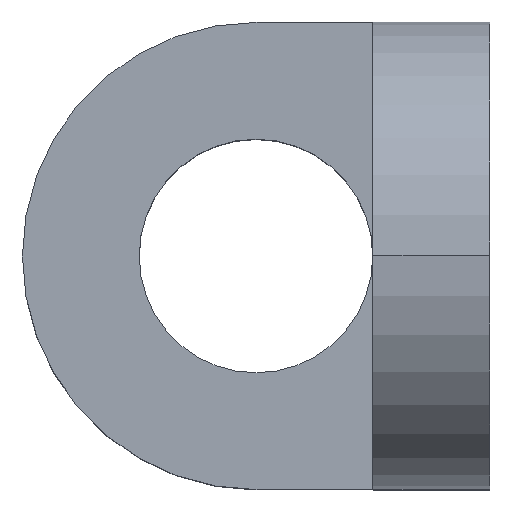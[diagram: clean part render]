
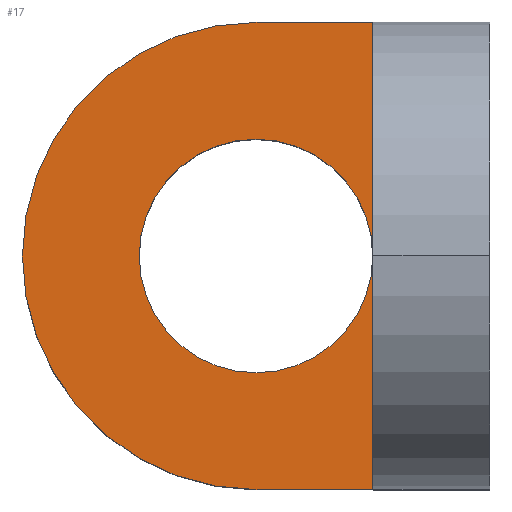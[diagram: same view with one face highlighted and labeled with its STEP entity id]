
A CAD part, top view. The second image highlights one B-rep face of the part: STEP entity #17.
In plain terms, the highlighted planar face has unit normal (0, 0, 1).
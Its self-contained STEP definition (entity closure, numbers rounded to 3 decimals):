
#1 = DIRECTION ( 'NONE',  ( -1., 0., 0. ) ) ;
#2 = EDGE_CURVE ( 'NONE', #497, #221, #486, .T. ) ;
#4 = EDGE_CURVE ( 'NONE', #350, #497, #405, .T. ) ;
#15 = DIRECTION ( 'NONE',  ( 1., 0., 0. ) ) ;
#17 = ADVANCED_FACE ( 'NONE', ( #525 ), #271, .T. ) ;
#18 = ORIENTED_EDGE ( 'NONE', *, *, #162, .F. ) ;
#20 = ORIENTED_EDGE ( 'NONE', *, *, #381, .T. ) ;
#28 = AXIS2_PLACEMENT_3D ( 'NONE', #209, #326, #498 ) ;
#33 = CARTESIAN_POINT ( 'NONE',  ( 2.5, -5.166, 5. ) ) ;
#56 = ORIENTED_EDGE ( 'NONE', *, *, #516, .F. ) ;
#71 = LINE ( 'NONE', #361, #161 ) ;
#77 = EDGE_CURVE ( 'NONE', #350, #157, #71, .T. ) ;
#110 = DIRECTION ( 'NONE',  ( 1., 0., 0. ) ) ;
#116 = DIRECTION ( 'NONE',  ( 1., 0., 0. ) ) ;
#119 = VECTOR ( 'NONE', #383, 1000. ) ;
#133 = CARTESIAN_POINT ( 'NONE',  ( -5., -0.166, 5. ) ) ;
#139 = CARTESIAN_POINT ( 'NONE',  ( -2.5, -0.166, 5. ) ) ;
#145 = CIRCLE ( 'NONE', #416, 5. ) ;
#146 = ORIENTED_EDGE ( 'NONE', *, *, #331, .F. ) ;
#148 = VERTEX_POINT ( 'NONE', #139 ) ;
#157 = VERTEX_POINT ( 'NONE', #287 ) ;
#161 = VECTOR ( 'NONE', #448, 1000. ) ;
#162 = EDGE_CURVE ( 'NONE', #157, #362, #245, .T. ) ;
#168 = CARTESIAN_POINT ( 'NONE',  ( 2.5, 4.834, 5. ) ) ;
#176 = ORIENTED_EDGE ( 'NONE', *, *, #2, .T. ) ;
#179 = ORIENTED_EDGE ( 'NONE', *, *, #321, .T. ) ;
#180 = CIRCLE ( 'NONE', #28, 2.5 ) ;
#193 = AXIS2_PLACEMENT_3D ( 'NONE', #493, #491, #443 ) ;
#209 = CARTESIAN_POINT ( 'NONE',  ( 0., -0.166, 5. ) ) ;
#215 = CARTESIAN_POINT ( 'NONE',  ( 0., -5.166, 5. ) ) ;
#217 = CARTESIAN_POINT ( 'NONE',  ( 0., 4.834, 5. ) ) ;
#221 = VERTEX_POINT ( 'NONE', #133 ) ;
#234 = AXIS2_PLACEMENT_3D ( 'NONE', #355, #485, #116 ) ;
#239 = CARTESIAN_POINT ( 'NONE',  ( 0., 4.834, 5. ) ) ;
#245 = LINE ( 'NONE', #410, #253 ) ;
#253 = VECTOR ( 'NONE', #294, 1000. ) ;
#271 = PLANE ( 'NONE',  #193 ) ;
#287 = CARTESIAN_POINT ( 'NONE',  ( 2.5, -0.166, 5. ) ) ;
#288 = CARTESIAN_POINT ( 'NONE',  ( 0., -0.166, 5. ) ) ;
#294 = DIRECTION ( 'NONE',  ( 0., -1., 0. ) ) ;
#305 = LINE ( 'NONE', #215, #119 ) ;
#310 = DIRECTION ( 'NONE',  ( 0., 0., 1. ) ) ;
#321 = EDGE_CURVE ( 'NONE', #221, #404, #145, .T. ) ;
#326 = DIRECTION ( 'NONE',  ( 0., 0., 1. ) ) ;
#327 = VECTOR ( 'NONE', #1, 1000. ) ;
#331 = EDGE_CURVE ( 'NONE', #157, #148, #180, .T. ) ;
#350 = VERTEX_POINT ( 'NONE', #168 ) ;
#355 = CARTESIAN_POINT ( 'NONE',  ( 0., -0.166, 5. ) ) ;
#361 = CARTESIAN_POINT ( 'NONE',  ( 2.5, 4.834, 5. ) ) ;
#362 = VERTEX_POINT ( 'NONE', #33 ) ;
#381 = EDGE_CURVE ( 'NONE', #404, #362, #305, .T. ) ;
#383 = DIRECTION ( 'NONE',  ( 1., 0., 0. ) ) ;
#403 = ORIENTED_EDGE ( 'NONE', *, *, #4, .T. ) ;
#404 = VERTEX_POINT ( 'NONE', #512 ) ;
#405 = LINE ( 'NONE', #239, #327 ) ;
#406 = CIRCLE ( 'NONE', #488, 2.5 ) ;
#410 = CARTESIAN_POINT ( 'NONE',  ( 2.5, 4.834, 5. ) ) ;
#416 = AXIS2_PLACEMENT_3D ( 'NONE', #288, #468, #15 ) ;
#428 = ORIENTED_EDGE ( 'NONE', *, *, #77, .F. ) ;
#443 = DIRECTION ( 'NONE',  ( 1., 0., 0. ) ) ;
#448 = DIRECTION ( 'NONE',  ( 0., -1., 0. ) ) ;
#468 = DIRECTION ( 'NONE',  ( 0., 0., 1. ) ) ;
#485 = DIRECTION ( 'NONE',  ( 0., 0., 1. ) ) ;
#486 = CIRCLE ( 'NONE', #234, 5. ) ;
#488 = AXIS2_PLACEMENT_3D ( 'NONE', #521, #310, #110 ) ;
#491 = DIRECTION ( 'NONE',  ( 0., 0., 1. ) ) ;
#493 = CARTESIAN_POINT ( 'NONE',  ( 0., -0.166, 5. ) ) ;
#497 = VERTEX_POINT ( 'NONE', #217 ) ;
#498 = DIRECTION ( 'NONE',  ( 1., 0., 0. ) ) ;
#504 = EDGE_LOOP ( 'NONE', ( #428, #403, #176, #179, #20, #18, #56, #146 ) ) ;
#512 = CARTESIAN_POINT ( 'NONE',  ( 0., -5.166, 5. ) ) ;
#516 = EDGE_CURVE ( 'NONE', #148, #157, #406, .T. ) ;
#521 = CARTESIAN_POINT ( 'NONE',  ( 0., -0.166, 5. ) ) ;
#525 = FACE_OUTER_BOUND ( 'NONE', #504, .T. ) ;
